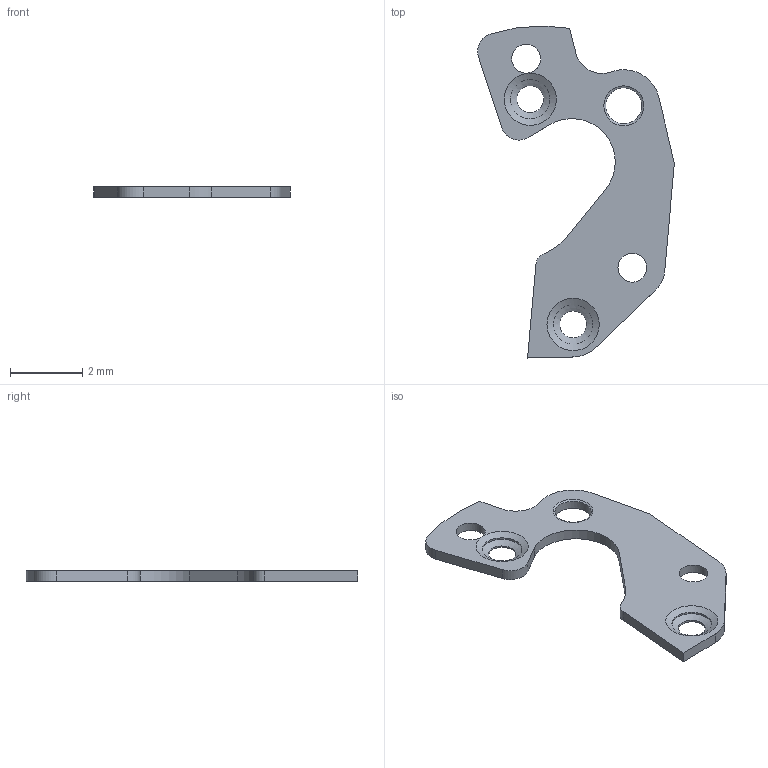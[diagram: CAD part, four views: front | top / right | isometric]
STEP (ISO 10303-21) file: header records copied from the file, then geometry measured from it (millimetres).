
FILE_DESCRIPTION(('STEP AP203'), '1');
FILE_NAME('ÀÆØ.8.0.75.102-01_Ìîñò_àíêåðíûé', '', ('UNSPECIFIED'), ('UNSPECIFIED'), 'C3D Converter', 'C3D Toolkit', '');
FILE_SCHEMA(('CONFIG_CONTROL_DESIGN'));
Length unit declared in the file: millimetre
Products named in the file (1): АЖШ.8.0.75.102-01
Bounding box: 5.44 x 9.18 x 0.3 mm (x, y, z)
Volume: 6.6 mm3; surface area: 57.8 mm2
Topology: 1 solids, 1 shells, 37 faces, 98 edges, 63 vertices
Faces by surface type: cylinder 17, plane 12, cone 8
Full cylindrical faces by diameter (mm): 0.75 x2, 0.8 x2, 1 x1, 1.1 x2
Entity records: 1851 total; most frequent: CARTESIAN_POINT 912, DIRECTION 188, ORIENTED_EDGE 166, EDGE_CURVE 83, AXIS2_PLACEMENT_3D 74, VERTEX_POINT 63, EDGE_LOOP 62, LINE 40
